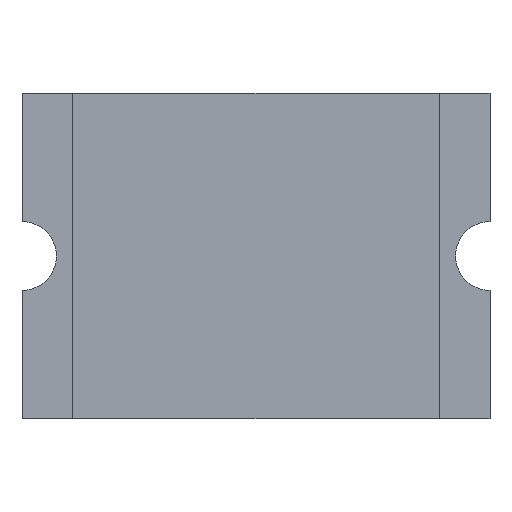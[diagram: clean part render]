
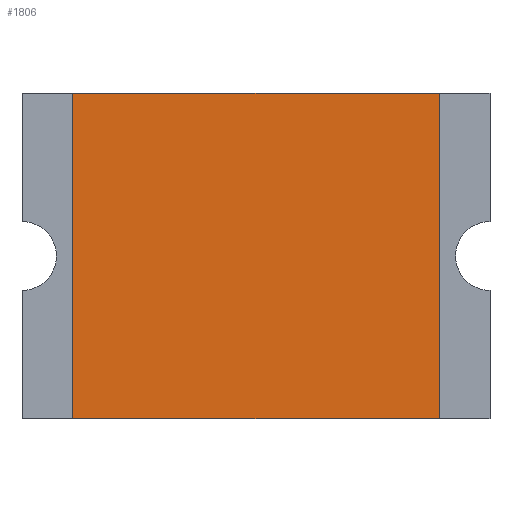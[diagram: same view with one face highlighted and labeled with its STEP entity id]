
A CAD part, front view. The second image highlights one B-rep face of the part: STEP entity #1806.
In plain terms, the highlighted planar face has unit normal (0, -1, 0).
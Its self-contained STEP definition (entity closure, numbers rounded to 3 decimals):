
#274=FACE_OUTER_BOUND('',#380,.T.);
#380=EDGE_LOOP('',(#1601,#1602,#1603,#1604));
#513=LINE('',#3487,#669);
#516=LINE('',#3492,#672);
#518=LINE('',#3496,#674);
#520=LINE('',#3499,#676);
#669=VECTOR('',#2063,10.);
#672=VECTOR('',#2068,10.);
#674=VECTOR('',#2072,10.);
#676=VECTOR('',#2076,10.);
#857=VERTEX_POINT('',#3485);
#858=VERTEX_POINT('',#3486);
#859=VERTEX_POINT('',#3491);
#860=VERTEX_POINT('',#3495);
#1105=EDGE_CURVE('',#857,#858,#513,.T.);
#1108=EDGE_CURVE('',#858,#859,#516,.T.);
#1110=EDGE_CURVE('',#859,#860,#518,.T.);
#1112=EDGE_CURVE('',#860,#857,#520,.T.);
#1601=ORIENTED_EDGE('',*,*,#1112,.T.);
#1602=ORIENTED_EDGE('',*,*,#1105,.T.);
#1603=ORIENTED_EDGE('',*,*,#1108,.T.);
#1604=ORIENTED_EDGE('',*,*,#1110,.T.);
#1708=PLANE('',#1870);
#1806=ADVANCED_FACE('',(#274),#1708,.F.);
#1870=AXIS2_PLACEMENT_3D('',#3501,#2079,#2080);
#2063=DIRECTION('',(0.,0.,-1.));
#2068=DIRECTION('',(1.,0.,0.));
#2072=DIRECTION('',(0.,0.,1.));
#2076=DIRECTION('',(-1.,0.,0.));
#2079=DIRECTION('center_axis',(0.,1.,0.));
#2080=DIRECTION('ref_axis',(1.,0.,0.));
#3485=CARTESIAN_POINT('',(-2.878,0.,2.56));
#3486=CARTESIAN_POINT('',(-2.878,0.,-2.56));
#3487=CARTESIAN_POINT('',(-2.878,0.,2.56));
#3491=CARTESIAN_POINT('',(2.878,0.,-2.56));
#3492=CARTESIAN_POINT('',(-3.678,0.,-2.56));
#3495=CARTESIAN_POINT('',(2.878,0.,2.56));
#3496=CARTESIAN_POINT('',(2.878,0.,-2.56));
#3499=CARTESIAN_POINT('',(3.678,0.,2.56));
#3501=CARTESIAN_POINT('Origin',(0.,0.,0.));
